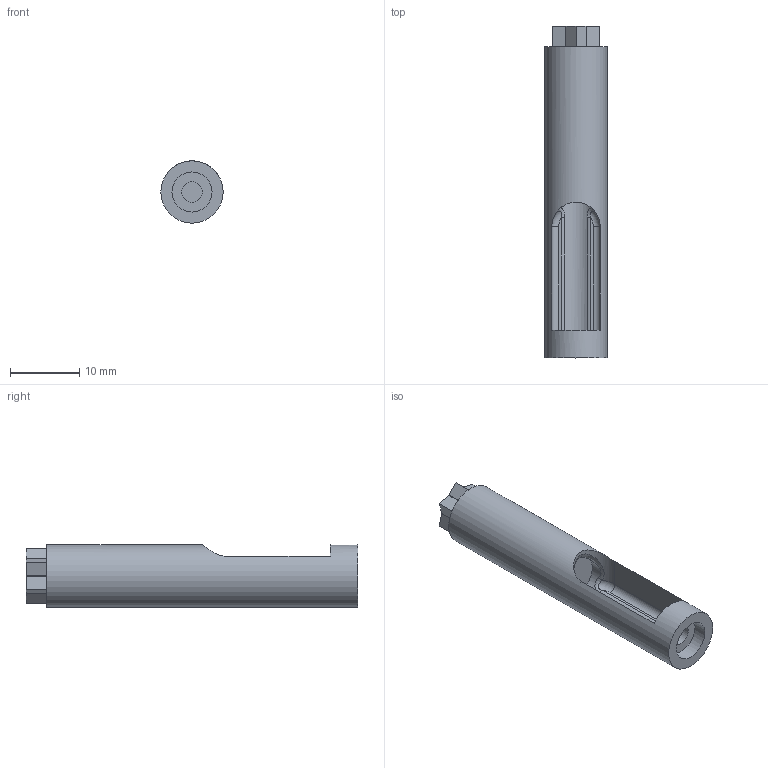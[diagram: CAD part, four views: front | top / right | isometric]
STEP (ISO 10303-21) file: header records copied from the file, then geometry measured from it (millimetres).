
FILE_DESCRIPTION(/* description */ (''),/* implementation_level */ '2;1');
FILE_NAME(/* name */ 'ServoExtensionv3_45mm v1.step',/* time_stamp */ '2024-04-21T18:13:17-05:00',/* author */ (''),/* organization */ (''),/* preprocessor_version */ 'ST-DEVELOPER v20',/* originating_system */ 'Autodesk Translation Framework v12.20.1.177',/* authorisation */ '');
FILE_SCHEMA (('AUTOMOTIVE_DESIGN { 1 0 10303 214 3 1 1 }'));
Length unit declared in the file: millimetre
Products named in the file (1): ServoExtensionv3_45mm
Bounding box: 9 x 48 x 9 mm (x, y, z)
Volume: 1797.9 mm3; surface area: 2032.1 mm2
Topology: 1 solids, 1 shells, 44 faces, 108 edges, 70 vertices
Faces by surface type: plane 23, cylinder 16, bspline 3, torus 2
Full cylindrical faces by diameter (mm): 3 x1, 4.2 x1, 5.8 x1, 9 x1
Entity records: 1569 total; most frequent: CARTESIAN_POINT 474, DIRECTION 220, ORIENTED_EDGE 216, EDGE_CURVE 108, AXIS2_PLACEMENT_3D 79, VERTEX_POINT 70, LINE 62, VECTOR 62
